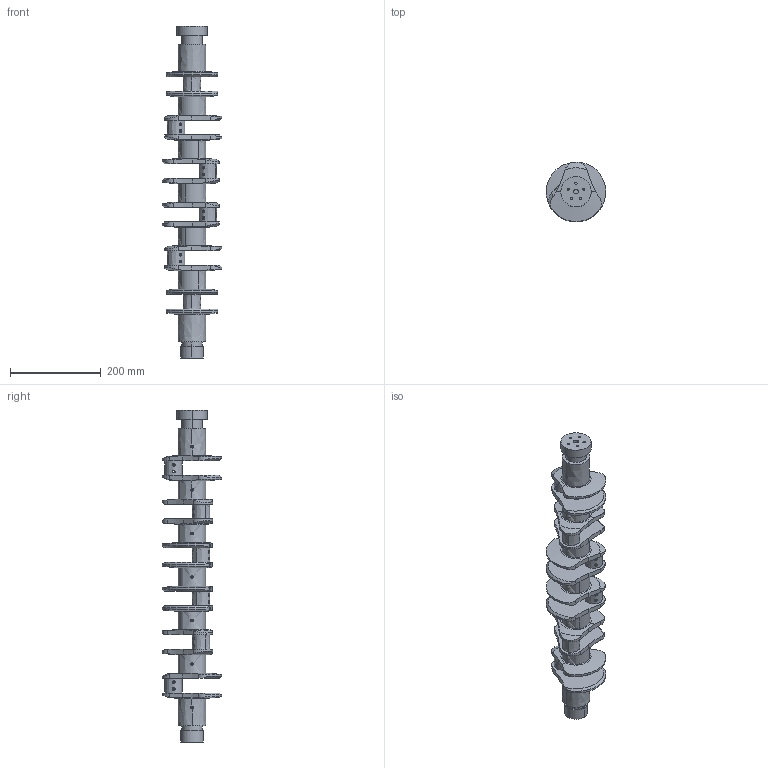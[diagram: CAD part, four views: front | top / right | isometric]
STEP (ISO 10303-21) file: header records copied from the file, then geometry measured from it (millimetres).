
FILE_DESCRIPTION(('FreeCAD Model'),'2;1');
FILE_NAME('Open CASCADE Shape Model','2025-05-04T11:47:04',('FreeCAD'),( 'FreeCAD'),'Open CASCADE STEP processor 7.6','FreeCAD','Unknown');
FILE_SCHEMA(('AUTOMOTIVE_DESIGN { 1 0 10303 214 1 1 1 1 }'));
Products named in the file (1): Open CASCADE STEP translator 7.6 1
Bounding box: 131.32 x 131.54 x 733.56 mm (x, y, z)
Volume: 2553789.3 mm3; surface area: 359547.1 mm2
Topology: 1 solids, 1 shells, 538 faces, 1476 edges, 882 vertices
Faces by surface type: bspline 538
Entity records: 31962 total; most frequent: CARTESIAN_POINT 24173, ORIENTED_EDGE 2840, EDGE_CURVE 1420, VERTEX_POINT 882, B_SPLINE_CURVE_WITH_KNOTS 804, FACE_BOUND 610, EDGE_LOOP 610, ADVANCED_FACE 538
